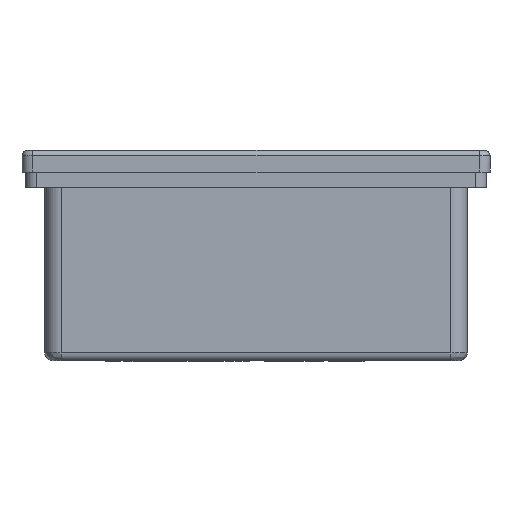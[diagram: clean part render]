
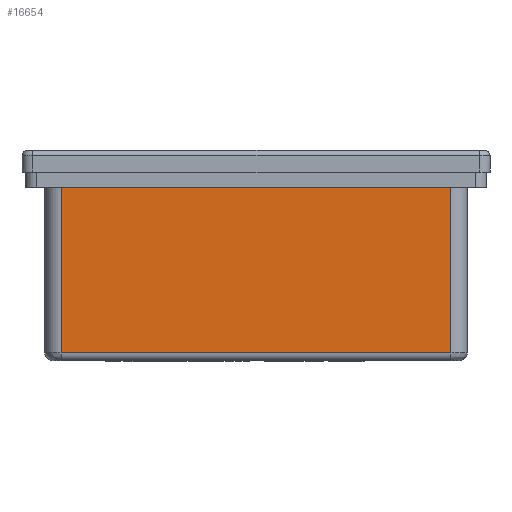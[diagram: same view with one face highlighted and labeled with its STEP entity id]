
A CAD part, left-side view. The second image highlights one B-rep face of the part: STEP entity #16654.
In plain terms, the highlighted face is planar.
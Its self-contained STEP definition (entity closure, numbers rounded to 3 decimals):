
#14932=FACE_OUTER_BOUND('',#20267,.T.);
#16654=ADVANCED_FACE('',(#14932),#18375,.F.);
#18375=PLANE('',#46750);
#20267=EDGE_LOOP('',(#23484,#23485,#23486,#23487));
#23484=ORIENTED_EDGE('',*,*,#34881,.F.);
#23485=ORIENTED_EDGE('',*,*,#34882,.T.);
#23486=ORIENTED_EDGE('',*,*,#34879,.T.);
#23487=ORIENTED_EDGE('',*,*,#34875,.T.);
#31634=VERTEX_POINT('',#58104);
#31635=VERTEX_POINT('',#58106);
#31636=VERTEX_POINT('',#58113);
#31637=VERTEX_POINT('',#58117);
#34875=EDGE_CURVE('',#31635,#31634,#39261,.T.);
#34879=EDGE_CURVE('',#31636,#31635,#39262,.T.);
#34881=EDGE_CURVE('',#31637,#31634,#39263,.T.);
#34882=EDGE_CURVE('',#31637,#31636,#39264,.T.);
#39261=LINE('',#58105,#43180);
#39262=LINE('',#58112,#43181);
#39263=LINE('',#58116,#43182);
#39264=LINE('',#58118,#43183);
#43180=VECTOR('',#49458,1.);
#43181=VECTOR('',#49469,1.);
#43182=VECTOR('',#49474,1.);
#43183=VECTOR('',#49475,1.);
#46750=AXIS2_PLACEMENT_3D('',#58119,#49476,#49477);
#49458=DIRECTION('',(0.,0.,-1.));
#49469=DIRECTION('',(0.,-1.,0.));
#49474=DIRECTION('',(0.,-1.,0.));
#49475=DIRECTION('',(0.,0.,1.));
#49476=DIRECTION('',(-1.,0.,0.));
#49477=DIRECTION('',(0.,0.,1.));
#58104=CARTESIAN_POINT('',(36.45,6.8,-43.55));
#58105=CARTESIAN_POINT('',(36.45,6.8,28.05));
#58106=CARTESIAN_POINT('',(36.45,6.8,28.05));
#58112=CARTESIAN_POINT('',(36.45,38.7,28.05));
#58113=CARTESIAN_POINT('',(36.45,37.2,28.05));
#58116=CARTESIAN_POINT('',(36.45,38.7,-43.55));
#58117=CARTESIAN_POINT('',(36.45,37.2,-43.55));
#58118=CARTESIAN_POINT('',(36.45,37.2,28.05));
#58119=CARTESIAN_POINT('',(36.45,38.7,28.05));
